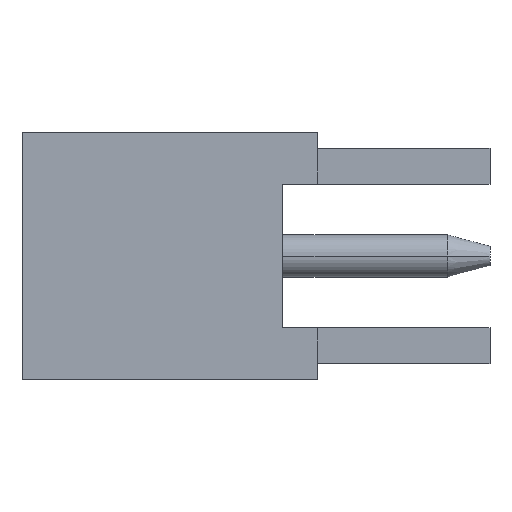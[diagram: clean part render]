
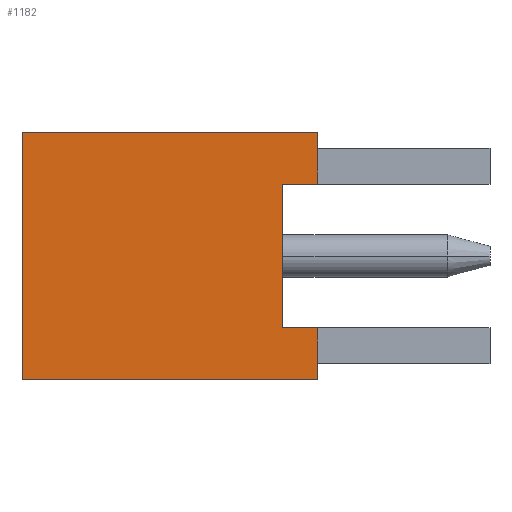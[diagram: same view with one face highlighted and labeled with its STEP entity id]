
A CAD part, front view. The second image highlights one B-rep face of the part: STEP entity #1182.
In plain terms, the highlighted planar face has unit normal (0, -1, 0).
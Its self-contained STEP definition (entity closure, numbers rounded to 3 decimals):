
#234=DIRECTION('',(1.,0.,0.));
#235=VECTOR('',#234,0.5);
#236=CARTESIAN_POINT('',(1.84,-1.1,-1.015));
#237=LINE('',#236,#235);
#238=DIRECTION('',(-1.,0.,0.));
#239=VECTOR('',#238,4.18);
#240=CARTESIAN_POINT('',(2.34,-1.1,-1.75));
#241=LINE('',#240,#239);
#242=DIRECTION('',(0.,0.,1.));
#243=VECTOR('',#242,3.5);
#244=CARTESIAN_POINT('',(-1.84,-1.1,-1.75));
#245=LINE('',#244,#243);
#246=DIRECTION('',(1.,0.,0.));
#247=VECTOR('',#246,4.18);
#248=CARTESIAN_POINT('',(-1.84,-1.1,1.75));
#249=LINE('',#248,#247);
#274=DIRECTION('',(0.,0.,1.));
#275=VECTOR('',#274,2.03);
#276=CARTESIAN_POINT('',(1.84,-1.1,-1.015));
#277=LINE('',#276,#275);
#376=DIRECTION('',(1.,0.,0.));
#377=VECTOR('',#376,0.5);
#378=CARTESIAN_POINT('',(1.84,-1.1,1.015));
#379=LINE('',#378,#377);
#392=DIRECTION('',(0.,0.,-1.));
#393=VECTOR('',#392,0.735);
#394=CARTESIAN_POINT('',(2.34,-1.1,1.75));
#395=LINE('',#394,#393);
#520=DIRECTION('',(0.,0.,-1.));
#521=VECTOR('',#520,0.735);
#522=CARTESIAN_POINT('',(2.34,-1.1,-1.015));
#523=LINE('',#522,#521);
#666=CARTESIAN_POINT('',(-1.84,-1.1,-1.75));
#668=VERTEX_POINT('',#666);
#670=CARTESIAN_POINT('',(-1.84,-1.1,1.75));
#672=VERTEX_POINT('',#670);
#701=CARTESIAN_POINT('',(2.34,-1.1,1.75));
#702=CARTESIAN_POINT('',(2.34,-1.1,1.015));
#703=VERTEX_POINT('',#701);
#704=VERTEX_POINT('',#702);
#707=CARTESIAN_POINT('',(2.34,-1.1,-1.75));
#709=VERTEX_POINT('',#707);
#711=CARTESIAN_POINT('',(2.34,-1.1,-1.015));
#712=VERTEX_POINT('',#711);
#713=CARTESIAN_POINT('',(1.84,-1.1,1.015));
#715=VERTEX_POINT('',#713);
#719=CARTESIAN_POINT('',(1.84,-1.1,-1.015));
#720=VERTEX_POINT('',#719);
#1160=CARTESIAN_POINT('',(-1.84,-1.1,-1.75));
#1161=DIRECTION('',(0.,-1.,0.));
#1162=DIRECTION('',(1.,0.,0.));
#1163=AXIS2_PLACEMENT_3D('',#1160,#1161,#1162);
#1164=PLANE('',#1163);
#1166=ORIENTED_EDGE('',*,*,#1165,.F.);
#1168=ORIENTED_EDGE('',*,*,#1167,.T.);
#1170=ORIENTED_EDGE('',*,*,#1169,.T.);
#1171=ORIENTED_EDGE('',*,*,#1142,.T.);
#1173=ORIENTED_EDGE('',*,*,#1172,.T.);
#1175=ORIENTED_EDGE('',*,*,#1174,.T.);
#1177=ORIENTED_EDGE('',*,*,#1176,.T.);
#1179=ORIENTED_EDGE('',*,*,#1178,.F.);
#1180=EDGE_LOOP('',(#1166,#1168,#1170,#1171,#1173,#1175,#1177,#1179));
#1181=FACE_OUTER_BOUND('',#1180,.F.);
#1182=ADVANCED_FACE('',(#1181),#1164,.T.);
#1142=EDGE_CURVE('',#709,#668,#241,.T.);
#1165=EDGE_CURVE('',#720,#715,#277,.T.);
#1167=EDGE_CURVE('',#720,#712,#237,.T.);
#1169=EDGE_CURVE('',#712,#709,#523,.T.);
#1172=EDGE_CURVE('',#668,#672,#245,.T.);
#1174=EDGE_CURVE('',#672,#703,#249,.T.);
#1176=EDGE_CURVE('',#703,#704,#395,.T.);
#1178=EDGE_CURVE('',#715,#704,#379,.T.);
